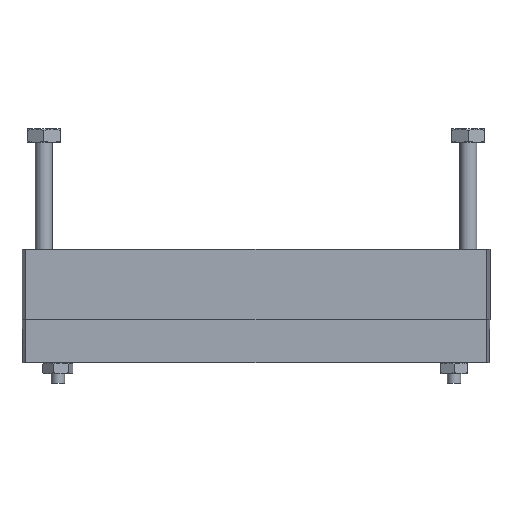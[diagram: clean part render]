
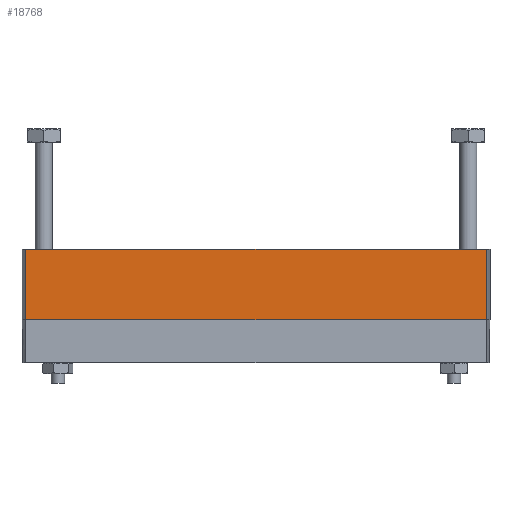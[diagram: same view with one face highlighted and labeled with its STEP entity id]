
A CAD part, front view. The second image highlights one B-rep face of the part: STEP entity #18768.
In plain terms, the highlighted planar face has unit normal (0, -1, 0).
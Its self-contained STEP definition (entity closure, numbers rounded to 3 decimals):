
#329 = CARTESIAN_POINT ( 'NONE',  ( 34.437, -6.25, -10.5 ) ) ;
#391 = DIRECTION ( 'NONE',  ( 0., -1., 0. ) ) ;
#468 = VERTEX_POINT ( 'NONE', #14020 ) ;
#2169 = CARTESIAN_POINT ( 'NONE',  ( 34.437, -6.25, 0. ) ) ;
#2417 = ORIENTED_EDGE ( 'NONE', *, *, #11020, .T. ) ;
#2455 = DIRECTION ( 'NONE',  ( 0., 0., 1. ) ) ;
#2730 = ORIENTED_EDGE ( 'NONE', *, *, #8651, .T. ) ;
#3381 = FACE_OUTER_BOUND ( 'NONE', #9484, .T. ) ;
#4168 = DIRECTION ( 'NONE',  ( 1., 0., 0. ) ) ;
#4782 = EDGE_CURVE ( 'NONE', #4841, #468, #8513, .T. ) ;
#4841 = VERTEX_POINT ( 'NONE', #15872 ) ;
#4927 = CARTESIAN_POINT ( 'NONE',  ( 34.437, -6.25, -10.5 ) ) ;
#6864 = VECTOR ( 'NONE', #10729, 1000. ) ;
#7618 = ORIENTED_EDGE ( 'NONE', *, *, #7706, .F. ) ;
#7706 = EDGE_CURVE ( 'NONE', #468, #16015, #15472, .T. ) ;
#8513 = LINE ( 'NONE', #17474, #16153 ) ;
#8651 = EDGE_CURVE ( 'NONE', #4841, #11336, #10738, .T. ) ;
#9484 = EDGE_LOOP ( 'NONE', ( #7618, #18489, #2730, #2417 ) ) ;
#10604 = DIRECTION ( 'NONE',  ( 1., 0., 0. ) ) ;
#10670 = CARTESIAN_POINT ( 'NONE',  ( 34.437, -6.25, -10.5 ) ) ;
#10729 = DIRECTION ( 'NONE',  ( 1., 0., 0. ) ) ;
#10738 = LINE ( 'NONE', #10670, #6864 ) ;
#11020 = EDGE_CURVE ( 'NONE', #11336, #16015, #14439, .T. ) ;
#11336 = VERTEX_POINT ( 'NONE', #17331 ) ;
#13599 = DIRECTION ( 'NONE',  ( 0., 0., 1. ) ) ;
#14020 = CARTESIAN_POINT ( 'NONE',  ( -34.437, -6.25, 0. ) ) ;
#14279 = CARTESIAN_POINT ( 'NONE',  ( 34.437, -6.25, 0. ) ) ;
#14439 = LINE ( 'NONE', #4927, #17814 ) ;
#14553 = VECTOR ( 'NONE', #4168, 1000. ) ;
#14970 = AXIS2_PLACEMENT_3D ( 'NONE', #329, #391, #10604 ) ;
#15472 = LINE ( 'NONE', #14279, #14553 ) ;
#15872 = CARTESIAN_POINT ( 'NONE',  ( -34.437, -6.25, -10.5 ) ) ;
#16015 = VERTEX_POINT ( 'NONE', #2169 ) ;
#16153 = VECTOR ( 'NONE', #2455, 1000. ) ;
#17331 = CARTESIAN_POINT ( 'NONE',  ( 34.437, -6.25, -10.5 ) ) ;
#17474 = CARTESIAN_POINT ( 'NONE',  ( -34.437, -6.25, -10.5 ) ) ;
#17737 = PLANE ( 'NONE',  #14970 ) ;
#17814 = VECTOR ( 'NONE', #13599, 1000. ) ;
#18489 = ORIENTED_EDGE ( 'NONE', *, *, #4782, .F. ) ;
#18768 = ADVANCED_FACE ( 'NONE', ( #3381 ), #17737, .T. ) ;
